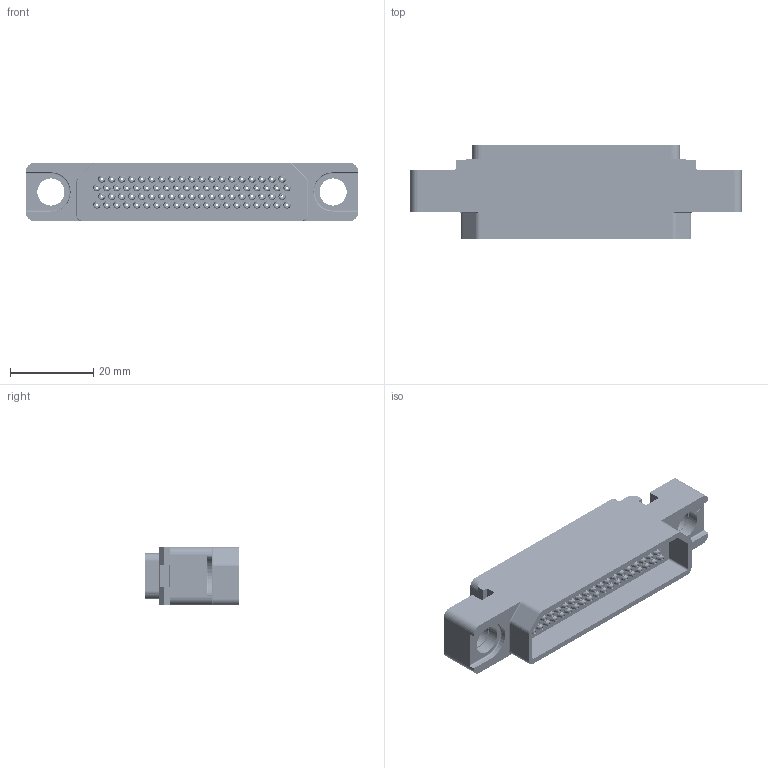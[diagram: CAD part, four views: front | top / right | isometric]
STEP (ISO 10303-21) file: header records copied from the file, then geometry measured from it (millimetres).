
FILE_DESCRIPTION((''),'2;1');
FILE_NAME('1900ND12P1X00C','2019-10-28T',('presta_be4'),(''),'CREO PARAMETRIC BY PTC INC, 2018360','CREO PARAMETRIC BY PTC INC, 2018360','');
FILE_SCHEMA(('CONFIG_CONTROL_DESIGN'));
Products named in the file (1): 1900ND12P1X00C
Bounding box: 80 x 22.8 x 14 mm (x, y, z)
Volume: 11079.7 mm3; surface area: 13223.7 mm2
Topology: 4 solids, 4 shells, 7642 faces, 17266 edges, 10184 vertices
Faces by surface type: cylinder 2166, plane 2097, torus 1880, cone 1262, extrusion 223, bspline 14
Entity records: 215072 total; most frequent: DIRECTION 40291, CARTESIAN_POINT 38632, ORIENTED_EDGE 34532, EDGE_CURVE 17266, AXIS2_PLACEMENT_3D 15955, VERTEX_POINT 10184, CIRCLE 8550, EDGE_LOOP 8508
